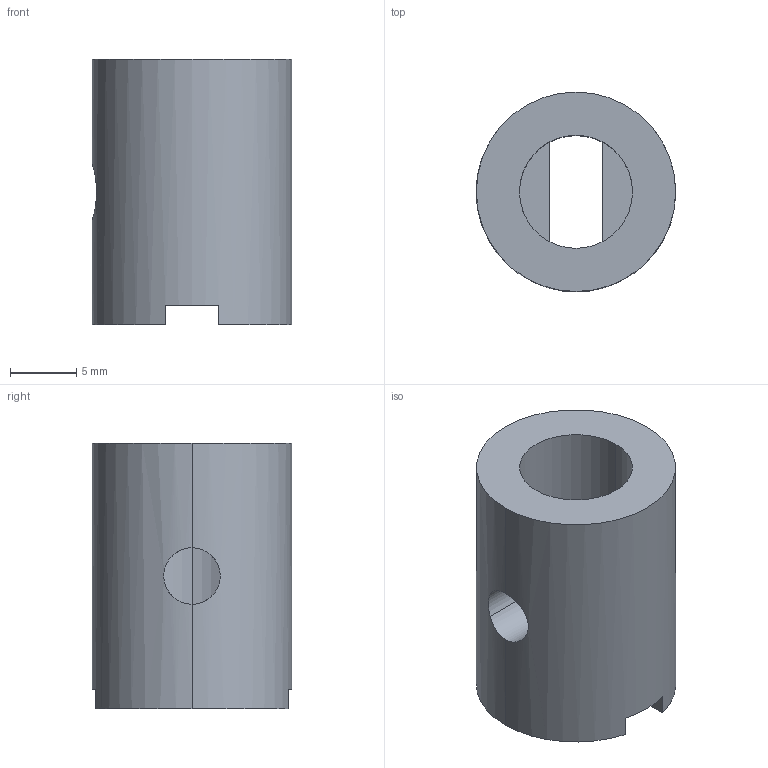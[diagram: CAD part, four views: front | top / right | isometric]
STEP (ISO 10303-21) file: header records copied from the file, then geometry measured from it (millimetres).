
FILE_DESCRIPTION(('CATIA V5 STEP Exchange','CAx-IF Rec.Pracs.--- Model Styling and Organization---1.5--- 2016-08-15','CAx-IF Rec.Pracs.---Supplemental Geometry---1.0---2011-11-01','CAx-IF Rec.Pracs.--- Composite Materials ---3.4---2017-06-13','CAx-IF Rec.Pracs.---Tessellated 3D Geometry---1.0---2015-12-17'),'2;1');
FILE_NAME('SY090660.stp','2026-03-20T07:32:44+00:00',('none'),('none'),'CATIA Version 5-6 Release 2020 SP3','CATIA V5 STEP AP242 v2','none');
FILE_SCHEMA(('AP242_MANAGED_MODEL_BASED_3D_ENGINEERING_MIM_LF {1 0 10303 442 1 1 4}'));
Length unit declared in the file: millimetre
Products named in the file (1): PSY090660
Bounding box: 15 x 15 x 20 mm (x, y, z)
Volume: 2195.5 mm3; surface area: 1859.2 mm2
Topology: 1 solids, 1 shells, 18 faces, 50 edges, 32 vertices
Faces by surface type: plane 10, cylinder 8
Entity records: 597 total; most frequent: CARTESIAN_POINT 155, ORIENTED_EDGE 100, DIRECTION 62, EDGE_CURVE 50, VERTEX_POINT 32, AXIS2_PLACEMENT_3D 31, VECTOR 22, LINE 22
